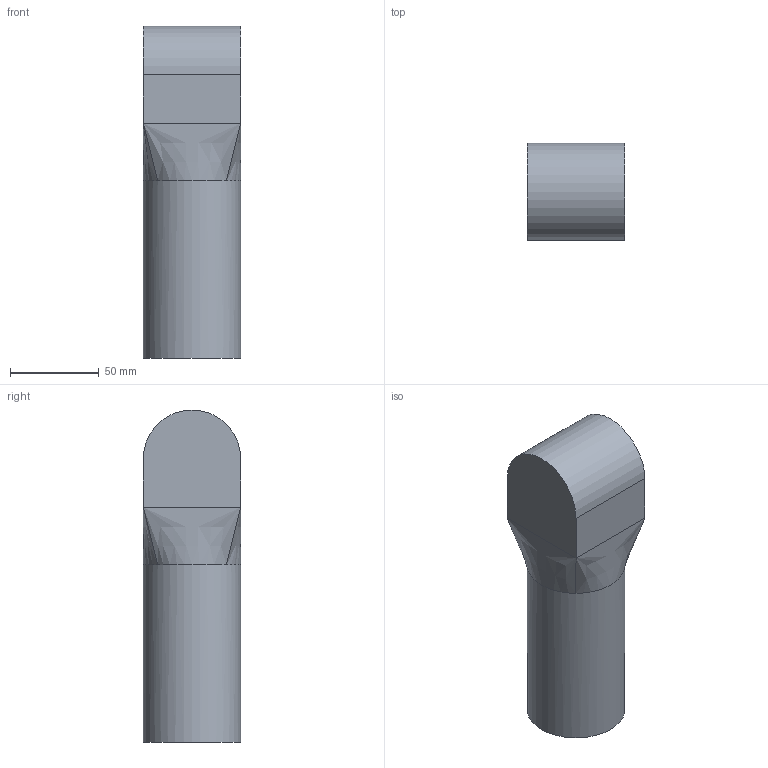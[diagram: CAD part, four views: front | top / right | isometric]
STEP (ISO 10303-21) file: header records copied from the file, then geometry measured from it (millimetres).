
FILE_DESCRIPTION(/* description */ (''),/* implementation_level */ '2;1');
FILE_NAME(/* name */ 'shank.step',/* time_stamp */ '2021-01-29T23:26:26-05:00',/* author */ ('DELL'),/* organization */ (''),/* preprocessor_version */ 'ST-DEVELOPER v18',/* originating_system */ 'Autodesk Inventor 2020',/* authorisation */ '');
FILE_SCHEMA (('AUTOMOTIVE_DESIGN { 1 0 10303 214 3 1 1 }'));
Length unit declared in the file: millimetre
Products named in the file (1): shank_2
Bounding box: 55 x 55 x 187.5 mm (x, y, z)
Volume: 444666.3 mm3; surface area: 49930.7 mm2
Topology: 2 solids, 2 shells, 15 faces, 36 edges, 26 vertices
Faces by surface type: plane 8, bspline 4, cylinder 3
Full cylindrical faces by diameter (mm): 25 x1, 55 x1
Entity records: 638 total; most frequent: CARTESIAN_POINT 234, DIRECTION 76, ORIENTED_EDGE 72, EDGE_CURVE 36, AXIS2_PLACEMENT_3D 28, VERTEX_POINT 26, LINE 20, VECTOR 20
